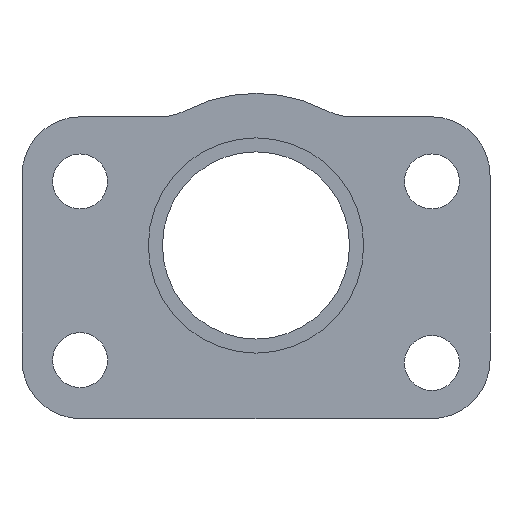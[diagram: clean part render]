
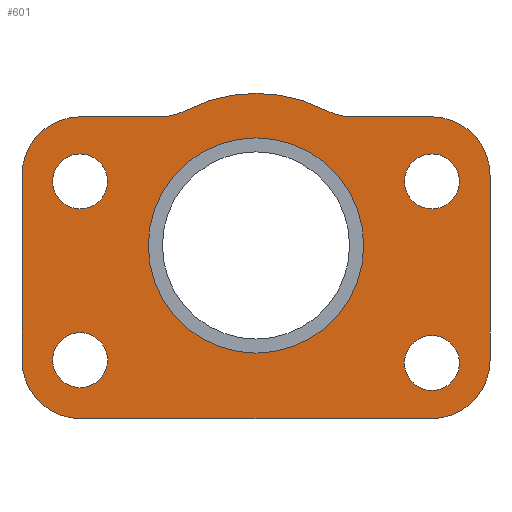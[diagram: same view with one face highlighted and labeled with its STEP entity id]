
A CAD part, front view. The second image highlights one B-rep face of the part: STEP entity #601.
In plain terms, the highlighted planar face has unit normal (0, -1, 0).
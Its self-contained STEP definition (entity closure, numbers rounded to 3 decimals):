
#83=CIRCLE('',#647,2.35);
#85=CIRCLE('',#650,2.35);
#87=CIRCLE('',#653,2.35);
#89=CIRCLE('',#656,2.35);
#98=CIRCLE('',#667,9.2);
#99=CIRCLE('',#668,5.);
#100=CIRCLE('',#669,5.);
#101=CIRCLE('',#670,5.);
#102=CIRCLE('',#671,5.);
#103=CIRCLE('',#672,13.);
#104=CIRCLE('',#673,5.);
#105=CIRCLE('',#674,5.);
#174=ORIENTED_EDGE('',*,*,#316,.F.);
#175=ORIENTED_EDGE('',*,*,#286,.T.);
#176=ORIENTED_EDGE('',*,*,#317,.T.);
#177=ORIENTED_EDGE('',*,*,#290,.T.);
#178=ORIENTED_EDGE('',*,*,#318,.T.);
#179=ORIENTED_EDGE('',*,*,#294,.T.);
#180=ORIENTED_EDGE('',*,*,#319,.T.);
#181=ORIENTED_EDGE('',*,*,#280,.T.);
#182=ORIENTED_EDGE('',*,*,#320,.T.);
#183=ORIENTED_EDGE('',*,*,#321,.T.);
#184=ORIENTED_EDGE('',*,*,#322,.T.);
#185=ORIENTED_EDGE('',*,*,#276,.T.);
#186=ORIENTED_EDGE('',*,*,#323,.T.);
#187=ORIENTED_EDGE('',*,*,#300,.T.);
#188=ORIENTED_EDGE('',*,*,#298,.T.);
#189=ORIENTED_EDGE('',*,*,#296,.T.);
#190=ORIENTED_EDGE('',*,*,#302,.T.);
#276=EDGE_CURVE('',#346,#349,#398,.T.);
#280=EDGE_CURVE('',#350,#353,#402,.T.);
#286=EDGE_CURVE('',#356,#359,#406,.T.);
#290=EDGE_CURVE('',#360,#363,#410,.T.);
#294=EDGE_CURVE('',#364,#367,#414,.T.);
#296=EDGE_CURVE('',#369,#369,#83,.T.);
#298=EDGE_CURVE('',#371,#371,#85,.T.);
#300=EDGE_CURVE('',#373,#373,#87,.T.);
#302=EDGE_CURVE('',#375,#375,#89,.T.);
#316=EDGE_CURVE('',#389,#389,#98,.F.);
#317=EDGE_CURVE('',#359,#360,#99,.F.);
#318=EDGE_CURVE('',#363,#364,#100,.F.);
#319=EDGE_CURVE('',#367,#350,#101,.F.);
#320=EDGE_CURVE('',#353,#390,#102,.T.);
#321=EDGE_CURVE('',#390,#391,#103,.F.);
#322=EDGE_CURVE('',#391,#346,#104,.T.);
#323=EDGE_CURVE('',#349,#356,#105,.F.);
#346=VERTEX_POINT('',#933);
#349=VERTEX_POINT('',#938);
#350=VERTEX_POINT('',#942);
#353=VERTEX_POINT('',#947);
#356=VERTEX_POINT('',#956);
#359=VERTEX_POINT('',#961);
#360=VERTEX_POINT('',#965);
#363=VERTEX_POINT('',#970);
#364=VERTEX_POINT('',#974);
#367=VERTEX_POINT('',#979);
#369=VERTEX_POINT('',#985);
#371=VERTEX_POINT('',#990);
#373=VERTEX_POINT('',#995);
#375=VERTEX_POINT('',#1000);
#389=VERTEX_POINT('',#1030);
#390=VERTEX_POINT('',#1035);
#391=VERTEX_POINT('',#1037);
#398=LINE('',#939,#437);
#402=LINE('',#948,#441);
#406=LINE('',#962,#445);
#410=LINE('',#971,#449);
#414=LINE('',#980,#453);
#437=VECTOR('',#728,1000.);
#441=VECTOR('',#734,1000.);
#445=VECTOR('',#746,1000.);
#449=VECTOR('',#752,1000.);
#453=VECTOR('',#758,1000.);
#494=EDGE_LOOP('',(#174));
#495=EDGE_LOOP('',(#175,#176,#177,#178,#179,#180,#181,#182,#183,#184,#185,
#186));
#496=EDGE_LOOP('',(#187));
#497=EDGE_LOOP('',(#188));
#498=EDGE_LOOP('',(#189));
#499=EDGE_LOOP('',(#190));
#546=FACE_BOUND('',#494,.T.);
#547=FACE_BOUND('',#495,.T.);
#548=FACE_BOUND('',#496,.T.);
#549=FACE_BOUND('',#497,.T.);
#550=FACE_BOUND('',#498,.T.);
#551=FACE_BOUND('',#499,.T.);
#583=PLANE('',#666);
#601=ADVANCED_FACE('',(#546,#547,#548,#549,#550,#551),#583,.F.);
#647=AXIS2_PLACEMENT_3D('',#984,#763,#764);
#650=AXIS2_PLACEMENT_3D('',#989,#769,#770);
#653=AXIS2_PLACEMENT_3D('',#994,#775,#776);
#656=AXIS2_PLACEMENT_3D('',#999,#781,#782);
#666=AXIS2_PLACEMENT_3D('',#1028,#806,#807);
#667=AXIS2_PLACEMENT_3D('',#1029,#808,#809);
#668=AXIS2_PLACEMENT_3D('',#1031,#810,#811);
#669=AXIS2_PLACEMENT_3D('',#1032,#812,#813);
#670=AXIS2_PLACEMENT_3D('',#1033,#814,#815);
#671=AXIS2_PLACEMENT_3D('',#1034,#816,#817);
#672=AXIS2_PLACEMENT_3D('',#1036,#818,#819);
#673=AXIS2_PLACEMENT_3D('',#1038,#820,#821);
#674=AXIS2_PLACEMENT_3D('',#1039,#822,#823);
#728=DIRECTION('',(-1.,0.,0.));
#734=DIRECTION('',(-1.,0.,0.));
#746=DIRECTION('',(0.,0.,-1.));
#752=DIRECTION('',(1.,0.,0.));
#758=DIRECTION('',(0.,0.,1.));
#763=DIRECTION('',(0.,1.,0.));
#764=DIRECTION('',(1.,0.,0.));
#769=DIRECTION('',(0.,1.,0.));
#770=DIRECTION('',(1.,0.,0.));
#775=DIRECTION('',(0.,1.,0.));
#776=DIRECTION('',(1.,0.,0.));
#781=DIRECTION('',(0.,1.,0.));
#782=DIRECTION('',(1.,0.,0.));
#806=DIRECTION('',(0.,1.,0.));
#807=DIRECTION('',(0.,0.,1.));
#808=DIRECTION('',(0.,1.,0.));
#809=DIRECTION('',(0.,0.,1.));
#810=DIRECTION('',(0.,1.,0.));
#811=DIRECTION('',(0.,0.,1.));
#812=DIRECTION('',(0.,1.,0.));
#813=DIRECTION('',(0.,0.,1.));
#814=DIRECTION('',(0.,1.,0.));
#815=DIRECTION('',(0.,0.,1.));
#816=DIRECTION('',(0.,1.,0.));
#817=DIRECTION('',(0.,0.,1.));
#818=DIRECTION('',(0.,1.,0.));
#819=DIRECTION('',(0.,0.,1.));
#820=DIRECTION('',(0.,1.,0.));
#821=DIRECTION('',(0.,0.,1.));
#822=DIRECTION('',(0.,1.,0.));
#823=DIRECTION('',(0.,0.,1.));
#933=CARTESIAN_POINT('',(-8.246,48.,47.));
#938=CARTESIAN_POINT('',(-15.,48.,47.));
#939=CARTESIAN_POINT('',(20.,48.,47.));
#942=CARTESIAN_POINT('',(15.,48.,47.));
#947=CARTESIAN_POINT('',(8.246,48.,47.));
#948=CARTESIAN_POINT('',(20.,48.,47.));
#956=CARTESIAN_POINT('',(-20.,48.,42.));
#961=CARTESIAN_POINT('',(-20.,48.,26.2));
#962=CARTESIAN_POINT('',(-20.,48.,47.));
#965=CARTESIAN_POINT('',(-15.,48.,21.2));
#970=CARTESIAN_POINT('',(15.,48.,21.2));
#971=CARTESIAN_POINT('',(-20.,48.,21.2));
#974=CARTESIAN_POINT('',(20.,48.,26.2));
#979=CARTESIAN_POINT('',(20.,48.,42.));
#980=CARTESIAN_POINT('',(20.,48.,21.));
#984=CARTESIAN_POINT('',(-15.035,48.,41.472));
#985=CARTESIAN_POINT('',(-12.685,48.,41.472));
#989=CARTESIAN_POINT('',(15.035,48.,25.952));
#990=CARTESIAN_POINT('',(17.385,48.,25.952));
#994=CARTESIAN_POINT('',(15.035,48.,41.472));
#995=CARTESIAN_POINT('',(17.385,48.,41.472));
#999=CARTESIAN_POINT('',(-15.035,48.,26.202));
#1000=CARTESIAN_POINT('',(-12.685,48.,26.202));
#1028=CARTESIAN_POINT('',(15.035,48.,41.472));
#1029=CARTESIAN_POINT('',(0.,48.,36.));
#1030=CARTESIAN_POINT('',(0.,48.,45.2));
#1031=CARTESIAN_POINT('',(-15.,48.,26.2));
#1032=CARTESIAN_POINT('',(15.,48.,26.2));
#1033=CARTESIAN_POINT('',(15.,48.,42.));
#1034=CARTESIAN_POINT('',(8.246,48.,52.));
#1035=CARTESIAN_POINT('',(5.956,48.,47.556));
#1036=CARTESIAN_POINT('',(0.,48.,36.));
#1037=CARTESIAN_POINT('',(-5.956,48.,47.556));
#1038=CARTESIAN_POINT('',(-8.246,48.,52.));
#1039=CARTESIAN_POINT('',(-15.,48.,42.));
